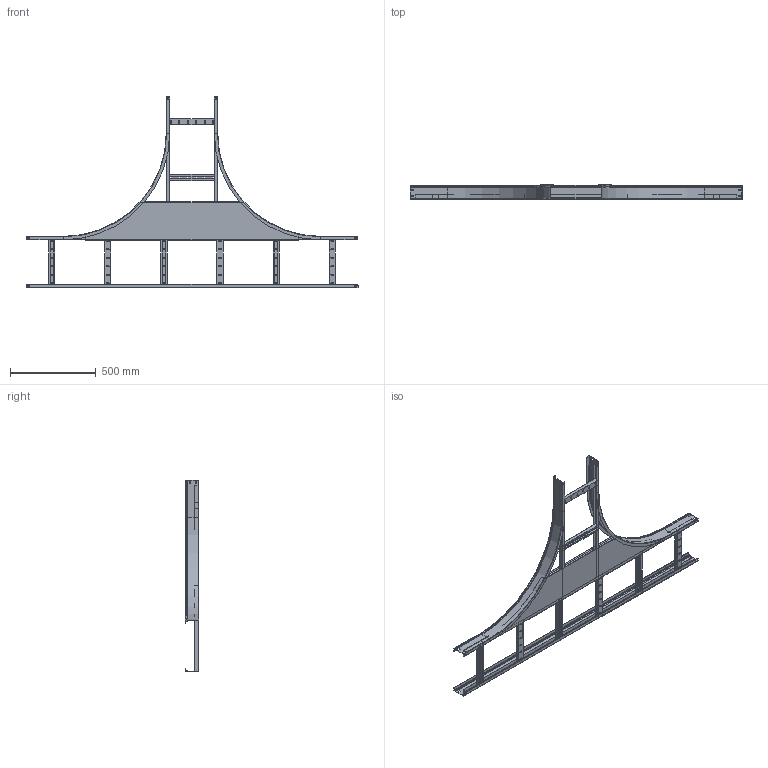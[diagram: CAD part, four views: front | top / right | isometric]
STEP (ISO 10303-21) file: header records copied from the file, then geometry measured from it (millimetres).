
FILE_DESCRIPTION (( 'STEP AP214' ), '1' );
FILE_NAME ('CRT05-4--06 (80x300).STEP', '2021-03-10T07:01:54', ( '' ), ( '' ), 'SwSTEP 2.0', 'SolidWorks 2017', '' );
FILE_SCHEMA (( 'AUTOMOTIVE_DESIGN' ));
Length unit declared in the file: millimetre
Products named in the file (10): ÊÈÂÀ 195.04.04 Ï-ïðîôèëü_îö_00_-02 (1884); ÊÈÂÀ 195.04.01 Ëîíæåðîí ïðÿìîé_îö_00_-06; 岓臍 195.02.20 冓憵 600_隬_00_-01 (300); ÊÈÂÀ 195.02.05 Ï-ïðîôèëü_îö_00_668.2; CRT05-4--06 (80x300); 岓臍 195.04.10 捘 冓憵_隬_00_-01 (1884x300); ÊÈÂÀ 195.01.03_Ïëàíêà ïîïåðå÷íàÿ_00_-01; 岓臍 195.02.01 呧翲歑鍙 摳賧禖嶱隬_00_-01; ÊÈÂÀ 195.02.03 Ïëàíêà ïîïåðå÷íàÿ_îö_00_-01; 195.04.02_Ïëàñòèíà ñîåäèíèòåëüíàÿ_îö_00_-01 (1884)
Assembly tree (19 placements, depth 3):
  CRT05-4--06 (80x300)
    岓臍 195.04.10 捘 冓憵_隬_00_-01 (1884x300)
      ÊÈÂÀ 195.04.04 Ï-ïðîôèëü_îö_00_-02 (1884)  x2
      ÊÈÂÀ 195.01.03_Ïëàíêà ïîïåðå÷íàÿ_00_-01  x6
    195.04.02_Ïëàñòèíà ñîåäèíèòåëüíàÿ_îö_00_-01 (1884)  x2
    岓臍 195.02.20 冓憵 600_隬_00_-01 (300)
      ÊÈÂÀ 195.02.05 Ï-ïðîôèëü_îö_00_668.2  x2
      ÊÈÂÀ 195.02.03 Ïëàíêà ïîïåðå÷íàÿ_îö_00_-01  x2
    岓臍 195.02.01 呧翲歑鍙 摳賧禖嶱隬_00_-01  x2
    ÊÈÂÀ 195.04.01 Ëîíæåðîí ïðÿìîé_îö_00_-06
Bounding box: 1934 x 81.3 x 1117 mm (x, y, z)
Volume: 1849386.7 mm3; surface area: 3125027.2 mm2
Topology: 17 solids, 17 shells, 988 faces, 2614 edges, 1660 vertices
Faces by surface type: plane 740, cylinder 220, torus 20, cone 8
Entity records: 13158 total; most frequent: CARTESIAN_POINT 2226, DIRECTION 2188, ORIENTED_EDGE 2176, EDGE_CURVE 1088, VECTOR 872, LINE 872, VERTEX_POINT 680, AXIS2_PLACEMENT_3D 658
